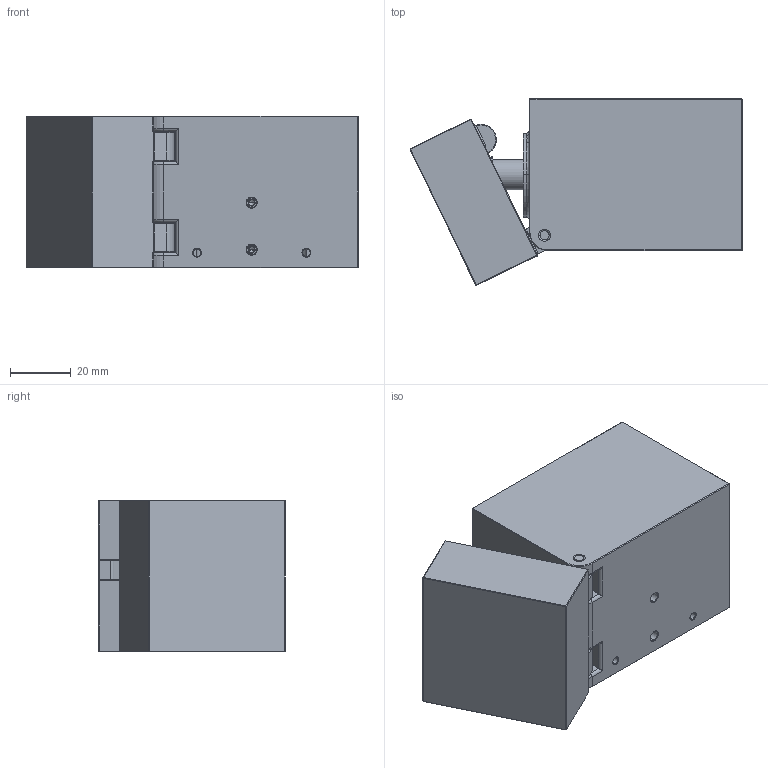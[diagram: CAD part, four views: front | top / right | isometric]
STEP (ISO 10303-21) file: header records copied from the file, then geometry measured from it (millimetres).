
FILE_DESCRIPTION (( 'STEP AP214' ), '1' );
FILE_NAME ('2020-10_1 - CUVETTE HOLDER ASSY.STEP', '2020-05-15T09:16:07', ( '' ), ( '' ), 'SwSTEP 2.0', 'SolidWorks 2018', '' );
FILE_SCHEMA (( 'AUTOMOTIVE_DESIGN' ));
Length unit declared in the file: millimetre
Products named in the file (7): 2020-11 - CUVETTE HOLDER OPTICAL DESIGN; SS4MN4; axis; tube; 2020-08 - CUVETTE HOLDER BODY; 2020-10_1 - CUVETTE HOLDER ASSY; 2020-09 - CUVETTE HOLDER CAP
Assembly tree (7 placements, depth 2):
  2020-10_1 - CUVETTE HOLDER ASSY
    2020-08 - CUVETTE HOLDER BODY
    2020-11 - CUVETTE HOLDER OPTICAL DESIGN
    2020-09 - CUVETTE HOLDER CAP
    axis
    tube
    SS4MN4  x2
Bounding box: 109.3 x 61.42 x 50 mm (x, y, z)
Volume: 203038.9 mm3; surface area: 47207.8 mm2
Topology: 9 solids, 9 shells, 447 faces, 1060 edges, 622 vertices
Faces by surface type: plane 150, cylinder 135, cone 75, torus 58, bspline 17, sphere 12
Entity records: 14577 total; most frequent: CARTESIAN_POINT 4936, DIRECTION 1900, ORIENTED_EDGE 1820, EDGE_CURVE 910, AXIS2_PLACEMENT_3D 739, VERTEX_POINT 540, EDGE_LOOP 440, VECTOR 422
